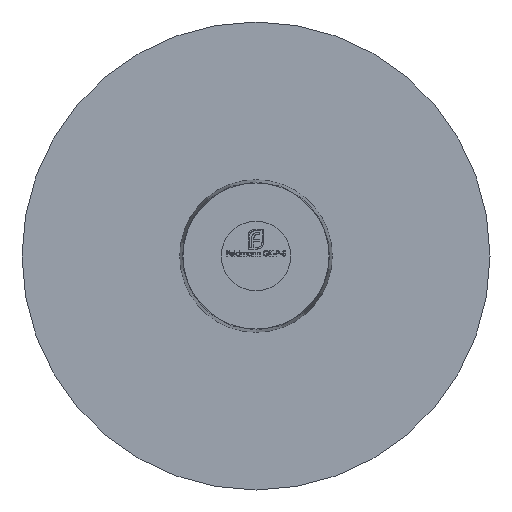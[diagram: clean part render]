
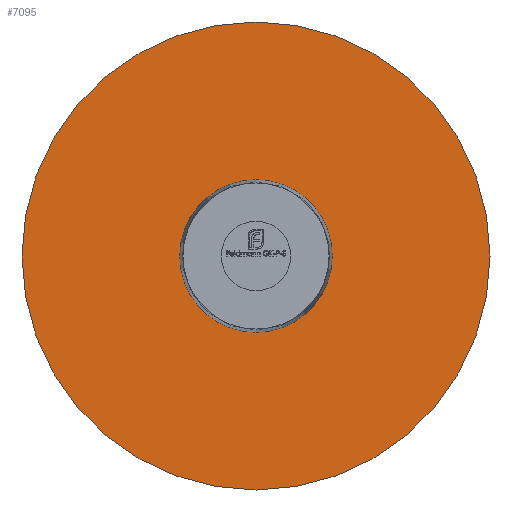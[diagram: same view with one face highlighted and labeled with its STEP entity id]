
A CAD part, front view. The second image highlights one B-rep face of the part: STEP entity #7095.
In plain terms, the highlighted planar face has unit normal (0, -1, 0).
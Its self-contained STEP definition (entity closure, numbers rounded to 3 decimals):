
#121 = AXIS2_PLACEMENT_3D ( 'NONE', #4050, #4724, #1139 ) ;
#935 = AXIS2_PLACEMENT_3D ( 'NONE', #7928, #4397, #2578 ) ;
#999 = VERTEX_POINT ( 'NONE', #7684 ) ;
#1139 = DIRECTION ( 'NONE',  ( 0., 0., -1. ) ) ;
#1868 = FACE_OUTER_BOUND ( 'NONE', #6034, .T. ) ;
#2578 = DIRECTION ( 'NONE',  ( 0., 0., -1. ) ) ;
#3473 = AXIS2_PLACEMENT_3D ( 'NONE', #4020, #4059, #7670 ) ;
#4020 = CARTESIAN_POINT ( 'NONE',  ( 0., 3.5, 0. ) ) ;
#4050 = CARTESIAN_POINT ( 'NONE',  ( 2.2, 3.5, 0. ) ) ;
#4059 = DIRECTION ( 'NONE',  ( 0., -1., 0. ) ) ;
#4397 = DIRECTION ( 'NONE',  ( 0., -1., 0. ) ) ;
#4622 = EDGE_LOOP ( 'NONE', ( #4816 ) ) ;
#4724 = DIRECTION ( 'NONE',  ( 0., -1., 0. ) ) ;
#4816 = ORIENTED_EDGE ( 'NONE', *, *, #9065, .F. ) ;
#5087 = CARTESIAN_POINT ( 'NONE',  ( 0., 3.5, -2.2 ) ) ;
#5204 = VERTEX_POINT ( 'NONE', #5087 ) ;
#6034 = EDGE_LOOP ( 'NONE', ( #9290 ) ) ;
#7095 = ADVANCED_FACE ( 'NONE', ( #1868, #7854 ), #7359, .T. ) ;
#7359 = PLANE ( 'NONE',  #121 ) ;
#7670 = DIRECTION ( 'NONE',  ( 0., 0., -1. ) ) ;
#7684 = CARTESIAN_POINT ( 'NONE',  ( 0., 3.5, -6.75 ) ) ;
#7854 = FACE_BOUND ( 'NONE', #4622, .T. ) ;
#7920 = EDGE_CURVE ( 'NONE', #999, #999, #8867, .T. ) ;
#7928 = CARTESIAN_POINT ( 'NONE',  ( 0., 3.5, 0. ) ) ;
#8867 = CIRCLE ( 'NONE', #3473, 6.75 ) ;
#9065 = EDGE_CURVE ( 'NONE', #5204, #5204, #10250, .T. ) ;
#9290 = ORIENTED_EDGE ( 'NONE', *, *, #7920, .T. ) ;
#10250 = CIRCLE ( 'NONE', #935, 2.2 ) ;
